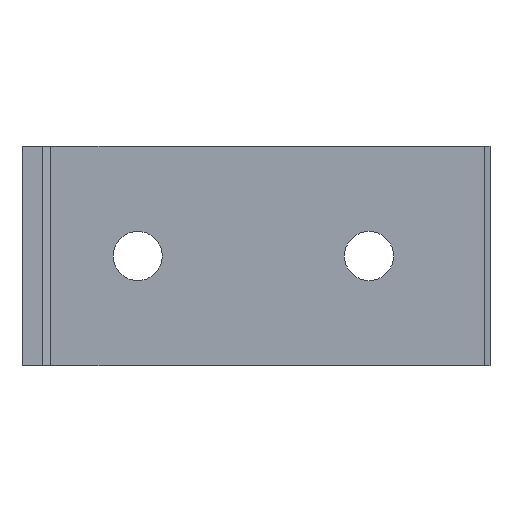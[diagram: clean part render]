
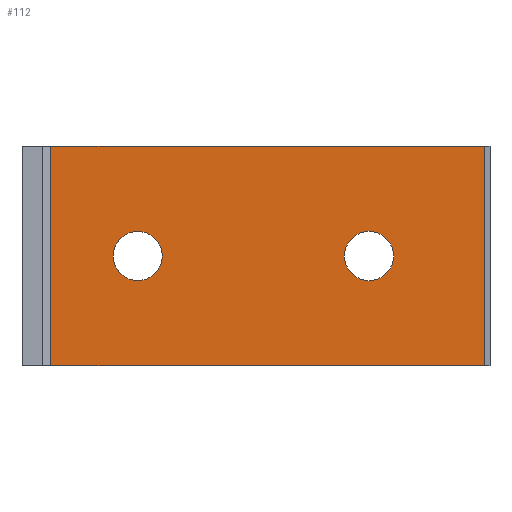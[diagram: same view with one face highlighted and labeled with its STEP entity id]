
A CAD part, left-side view. The second image highlights one B-rep face of the part: STEP entity #112.
In plain terms, the highlighted planar face has unit normal (-1, 0, 0).
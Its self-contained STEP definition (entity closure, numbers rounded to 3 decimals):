
#17=CARTESIAN_POINT('',(0.0,75.,-19.0));
#18=VERTEX_POINT('',#17);
#25=CARTESIAN_POINT('',(0.0,75.,19.0));
#26=VERTEX_POINT('',#25);
#27=CARTESIAN_POINT('',(0.0,75.,-19.0));
#28=DIRECTION('',(0.0,0.0,1.0));
#29=VECTOR('',#28,38.0);
#30=LINE('',#27,#29);
#31=EDGE_CURVE('',#18,#26,#30,.T.);
#42=CARTESIAN_POINT('',(0.0,75.,-99.));
#43=DIRECTION('',(-1.0,0.0,0.0));
#44=DIRECTION('',(0.0,-1.0,0.0));
#45=AXIS2_PLACEMENT_3D('',#42,#43,#44);
#46=PLANE('',#45);
#47=ORIENTED_EDGE('',*,*,#31,.F.);
#48=CARTESIAN_POINT('',(0.0,0.0,-19.0));
#49=VERTEX_POINT('',#48);
#50=CARTESIAN_POINT('',(0.0,75.,-19.0));
#51=DIRECTION('',(0.0,-1.0,0.0));
#52=VECTOR('',#51,75.);
#53=LINE('',#50,#52);
#54=EDGE_CURVE('',#18,#49,#53,.T.);
#55=ORIENTED_EDGE('',*,*,#54,.T.);
#56=CARTESIAN_POINT('',(0.0,0.0,19.0));
#57=VERTEX_POINT('',#56);
#58=CARTESIAN_POINT('',(0.0,0.0,-19.0));
#59=DIRECTION('',(0.0,0.0,1.0));
#60=VECTOR('',#59,38.0);
#61=LINE('',#58,#60);
#62=EDGE_CURVE('',#49,#57,#61,.T.);
#63=ORIENTED_EDGE('',*,*,#62,.T.);
#64=CARTESIAN_POINT('',(0.0,75.,19.0));
#65=DIRECTION('',(0.0,-1.0,0.0));
#66=VECTOR('',#65,75.);
#67=LINE('',#64,#66);
#68=EDGE_CURVE('',#26,#57,#67,.T.);
#69=ORIENTED_EDGE('',*,*,#68,.F.);
#70=EDGE_LOOP('',(#47,#55,#63,#69));
#71=FACE_OUTER_BOUND('',#70,.T.);
#72=CARTESIAN_POINT('',(0.0,15.75,0.));
#73=VERTEX_POINT('',#72);
#74=CARTESIAN_POINT('',(0.0,24.25,0.));
#75=VERTEX_POINT('',#74);
#76=CARTESIAN_POINT('',(0.0,20.0,0.));
#77=DIRECTION('',(1.0,0.0,0.0));
#78=DIRECTION('',(0.0,-1.0,0.0));
#79=AXIS2_PLACEMENT_3D('',#76,#77,#78);
#80=CIRCLE('',#79,4.25);
#81=EDGE_CURVE('',#73,#75,#80,.T.);
#82=ORIENTED_EDGE('',*,*,#81,.T.);
#83=CARTESIAN_POINT('',(0.0,20.0,0.));
#84=DIRECTION('',(1.0,0.0,0.0));
#85=DIRECTION('',(0.0,-1.0,0.0));
#86=AXIS2_PLACEMENT_3D('',#83,#84,#85);
#87=CIRCLE('',#86,4.25);
#88=EDGE_CURVE('',#75,#73,#87,.T.);
#89=ORIENTED_EDGE('',*,*,#88,.T.);
#90=EDGE_LOOP('',(#82,#89));
#91=FACE_BOUND('',#90,.T.);
#92=CARTESIAN_POINT('',(0.0,55.75,0.));
#93=VERTEX_POINT('',#92);
#94=CARTESIAN_POINT('',(0.0,64.25,0.));
#95=VERTEX_POINT('',#94);
#96=CARTESIAN_POINT('',(0.0,60.,0.));
#97=DIRECTION('',(1.0,0.0,0.0));
#98=DIRECTION('',(0.0,-1.0,0.0));
#99=AXIS2_PLACEMENT_3D('',#96,#97,#98);
#100=CIRCLE('',#99,4.25);
#101=EDGE_CURVE('',#93,#95,#100,.T.);
#102=ORIENTED_EDGE('',*,*,#101,.T.);
#103=CARTESIAN_POINT('',(0.0,60.,0.));
#104=DIRECTION('',(1.0,0.0,0.0));
#105=DIRECTION('',(0.0,-1.0,0.0));
#106=AXIS2_PLACEMENT_3D('',#103,#104,#105);
#107=CIRCLE('',#106,4.25);
#108=EDGE_CURVE('',#95,#93,#107,.T.);
#109=ORIENTED_EDGE('',*,*,#108,.T.);
#110=EDGE_LOOP('',(#102,#109));
#111=FACE_BOUND('',#110,.T.);
#112=ADVANCED_FACE('',(#71,#91,#111),#46,.T.);
